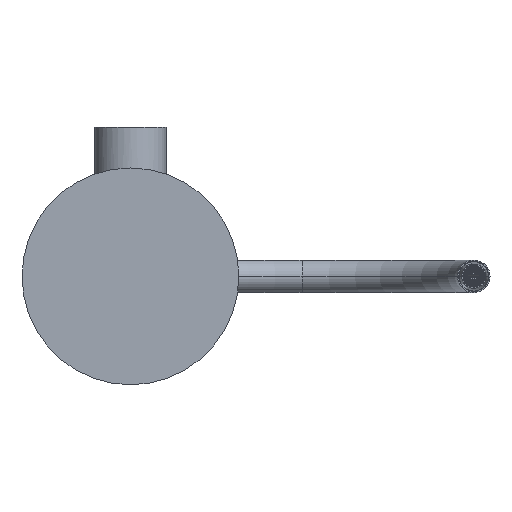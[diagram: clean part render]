
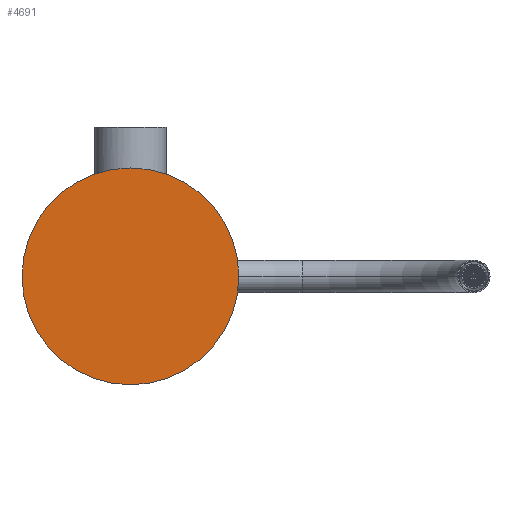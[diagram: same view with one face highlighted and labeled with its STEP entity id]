
A CAD part, front view. The second image highlights one B-rep face of the part: STEP entity #4691.
In plain terms, the highlighted planar face has unit normal (0, -1, 0).
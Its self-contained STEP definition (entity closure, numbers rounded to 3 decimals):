
#275 = AXIS2_PLACEMENT_3D ( 'NONE', #5217, #6316, #1204 ) ;
#580 = DIRECTION ( 'NONE',  ( 0., -1., 0. ) ) ;
#710 = EDGE_CURVE ( 'NONE', #6956, #6198, #10435, .T. ) ;
#1204 = DIRECTION ( 'NONE',  ( 0., 0., -1. ) ) ;
#1823 = DIRECTION ( 'NONE',  ( 0., 0., -1. ) ) ;
#4691 = ADVANCED_FACE ( 'NONE', ( #7711 ), #12585, .T. ) ;
#5217 = CARTESIAN_POINT ( 'NONE',  ( 0., -10., 0. ) ) ;
#5362 = AXIS2_PLACEMENT_3D ( 'NONE', #9805, #7845, #1823 ) ;
#5545 = AXIS2_PLACEMENT_3D ( 'NONE', #8567, #580, #7600 ) ;
#5578 = ORIENTED_EDGE ( 'NONE', *, *, #710, .T. ) ;
#5769 = EDGE_CURVE ( 'NONE', #6198, #6956, #6037, .T. ) ;
#6037 = CIRCLE ( 'NONE', #275, 60. ) ;
#6198 = VERTEX_POINT ( 'NONE', #9997 ) ;
#6316 = DIRECTION ( 'NONE',  ( 0., -1., 0. ) ) ;
#6956 = VERTEX_POINT ( 'NONE', #9715 ) ;
#7600 = DIRECTION ( 'NONE',  ( 0., 0., -1. ) ) ;
#7711 = FACE_OUTER_BOUND ( 'NONE', #12798, .T. ) ;
#7845 = DIRECTION ( 'NONE',  ( 0., -1., 0. ) ) ;
#8567 = CARTESIAN_POINT ( 'NONE',  ( 0., -10., 0. ) ) ;
#9715 = CARTESIAN_POINT ( 'NONE',  ( 0., -10., -60. ) ) ;
#9805 = CARTESIAN_POINT ( 'NONE',  ( 0., -10., 0. ) ) ;
#9997 = CARTESIAN_POINT ( 'NONE',  ( 0., -10., 60. ) ) ;
#10435 = CIRCLE ( 'NONE', #5362, 60. ) ;
#10876 = ORIENTED_EDGE ( 'NONE', *, *, #5769, .T. ) ;
#12585 = PLANE ( 'NONE',  #5545 ) ;
#12798 = EDGE_LOOP ( 'NONE', ( #10876, #5578 ) ) ;
